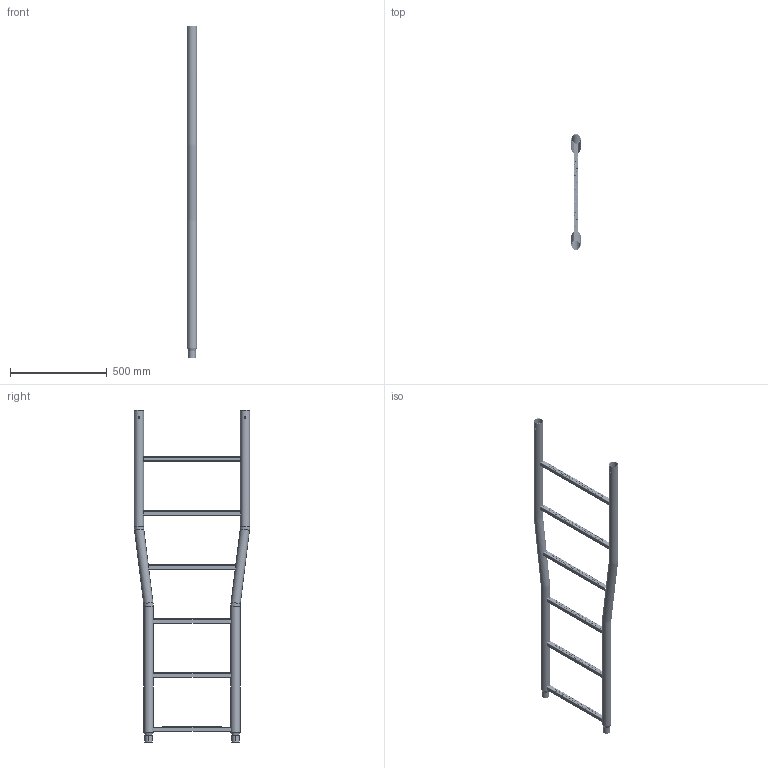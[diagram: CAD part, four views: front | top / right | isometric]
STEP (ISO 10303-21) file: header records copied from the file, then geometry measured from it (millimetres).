
FILE_DESCRIPTION (( 'STEP AP203' ), '1' );
FILE_NAME ('5294050006.STEP', '2024-04-24T06:40:44', ( '' ), ( '' ), 'SwSTEP 2.0', 'SolidWorks 2022', '' );
FILE_SCHEMA (( 'CONFIG_CONTROL_DESIGN' ));
Products named in the file (1): 5294050006
Bounding box: 48.3 x 598.3 x 1719.96 mm (x, y, z)
Volume: 1332808.3 mm3; surface area: 1362222.9 mm2
Topology: 8 solids, 8 shells, 3198 faces, 8890 edges, 5404 vertices
Faces by surface type: cone 1064, torus 720, cylinder 658, plane 612, bspline 144
Entity records: 115917 total; most frequent: CARTESIAN_POINT 30469, DIRECTION 19500, ORIENTED_EDGE 17780, EDGE_CURVE 8890, AXIS2_PLACEMENT_3D 8131, VERTEX_POINT 5404, CIRCLE 5076, EDGE_LOOP 3610
